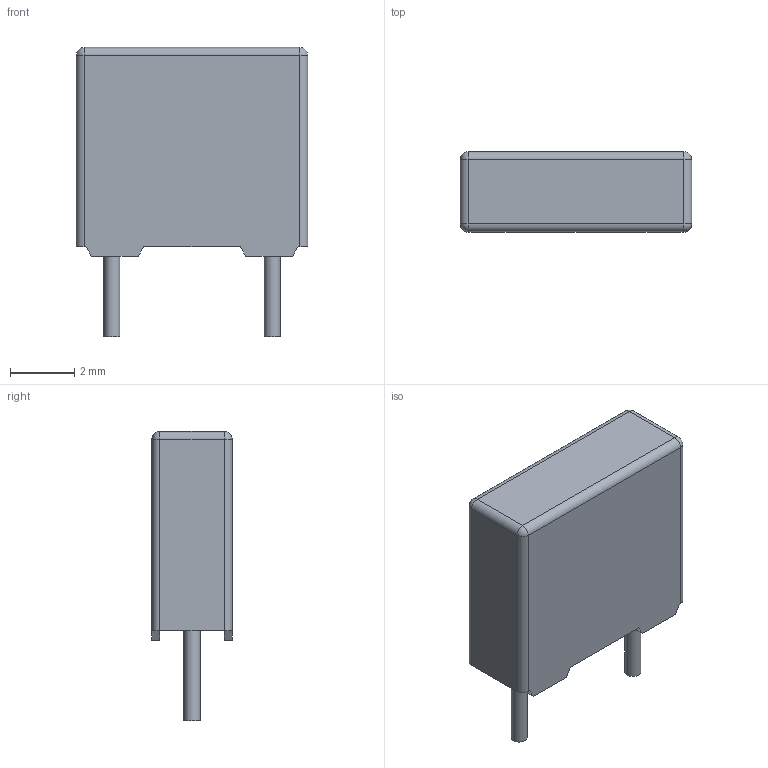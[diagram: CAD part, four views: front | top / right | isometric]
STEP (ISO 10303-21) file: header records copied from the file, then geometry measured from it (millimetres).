
FILE_DESCRIPTION(('STEP AP214'), '1');
FILE_NAME('CAP_BOX_7.2x2.5x6.5_RED', '2017-03-05T01:05:00', ('Nobody'), (''), 'ASCON STEP Converter 1.3', 'ASCON Math Kernel', '');
FILE_SCHEMA(('AUTOMOTIVE_DESIGN { 1 0 10303 214 3 1 1}'));
Length unit declared in the file: millimetre
Bounding box: 7.2 x 2.5 x 9 mm (x, y, z)
Volume: 109.8 mm3; surface area: 168.6 mm2
Topology: 3 solids, 3 shells, 51 faces, 115 edges, 62 vertices
Faces by surface type: plane 29, cylinder 10, bspline 8, sphere 4
Full cylindrical faces by diameter (mm): 0.5 x2
Entity records: 2742 total; most frequent: CARTESIAN_POINT 1232, ORIENTED_EDGE 210, DIRECTION 208, EDGE_CURVE 105, LINE 72, VECTOR 72, AXIS2_PLACEMENT_3D 68, VERTEX_POINT 62
